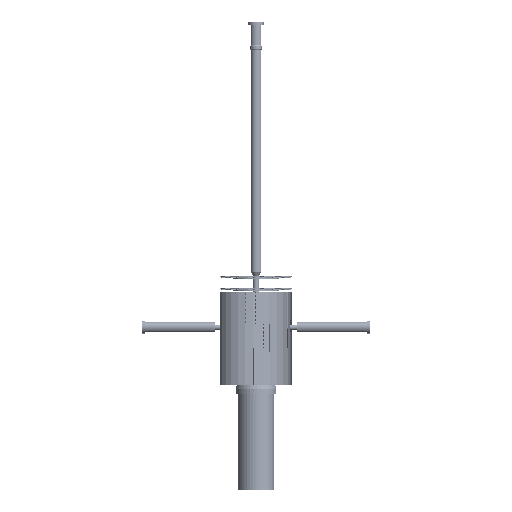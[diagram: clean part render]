
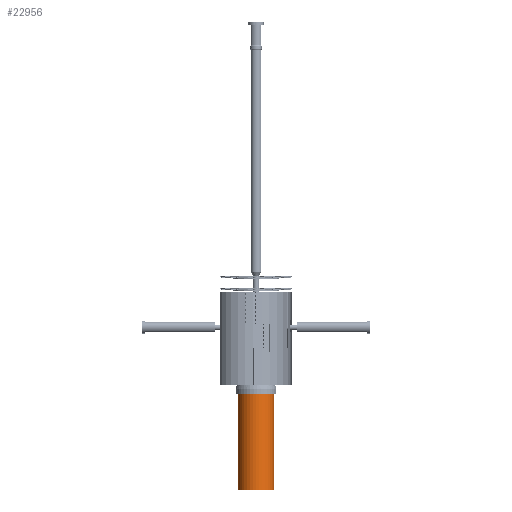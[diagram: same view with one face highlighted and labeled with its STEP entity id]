
A CAD part, left-side view. The second image highlights one B-rep face of the part: STEP entity #22956.
In plain terms, the highlighted cylindrical face has radius 71 mm (diameter 142 mm), a partial arc.
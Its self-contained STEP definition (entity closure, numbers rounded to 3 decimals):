
#22899=CARTESIAN_POINT('',(0.0,-250.0,-71.0));
#22900=VERTEX_POINT('',#22899);
#22907=CARTESIAN_POINT('',(0.0,-250.0,71.0));
#22908=VERTEX_POINT('',#22907);
#22909=CARTESIAN_POINT('',(0.0,-250.0,0.0));
#22910=DIRECTION('',(0.0,-1.0,0.0));
#22911=DIRECTION('',(1.0,0.0,0.0));
#22912=AXIS2_PLACEMENT_3D('',#22909,#22910,#22911);
#22913=CIRCLE('',#22912,71.0);
#22914=EDGE_CURVE('',#22900,#22908,#22913,.F.);
#22925=CARTESIAN_POINT('',(0.0,-220.,0.0));
#22926=DIRECTION('',(0.0,1.0,0.0));
#22927=DIRECTION('',(0.0,0.0,-1.0));
#22928=AXIS2_PLACEMENT_3D('',#22925,#22926,#22927);
#22929=CYLINDRICAL_SURFACE('',#22928,71.0);
#22930=ORIENTED_EDGE('',*,*,#22914,.F.);
#22931=CARTESIAN_POINT('',(0.0,-640.0,-71.0));
#22932=VERTEX_POINT('',#22931);
#22933=CARTESIAN_POINT('',(0.0,-640.0,-71.0));
#22934=DIRECTION('',(0.0,1.0,0.0));
#22935=VECTOR('',#22934,390.0);
#22936=LINE('',#22933,#22935);
#22937=EDGE_CURVE('',#22900,#22932,#22936,.F.);
#22938=ORIENTED_EDGE('',*,*,#22937,.T.);
#22939=CARTESIAN_POINT('',(0.0,-640.0,71.0));
#22940=VERTEX_POINT('',#22939);
#22941=CARTESIAN_POINT('',(0.0,-640.0,0.0));
#22942=DIRECTION('',(0.0,1.0,0.0));
#22943=DIRECTION('',(1.0,0.0,0.0));
#22944=AXIS2_PLACEMENT_3D('',#22941,#22942,#22943);
#22945=CIRCLE('',#22944,71.0);
#22946=EDGE_CURVE('',#22932,#22940,#22945,.T.);
#22947=ORIENTED_EDGE('',*,*,#22946,.T.);
#22948=CARTESIAN_POINT('',(0.0,-640.0,71.0));
#22949=DIRECTION('',(0.0,1.0,0.0));
#22950=VECTOR('',#22949,390.0);
#22951=LINE('',#22948,#22950);
#22952=EDGE_CURVE('',#22908,#22940,#22951,.F.);
#22953=ORIENTED_EDGE('',*,*,#22952,.F.);
#22954=EDGE_LOOP('',(#22930,#22938,#22947,#22953));
#22955=FACE_OUTER_BOUND('',#22954,.T.);
#22956=ADVANCED_FACE('',(#22955),#22929,.T.);
